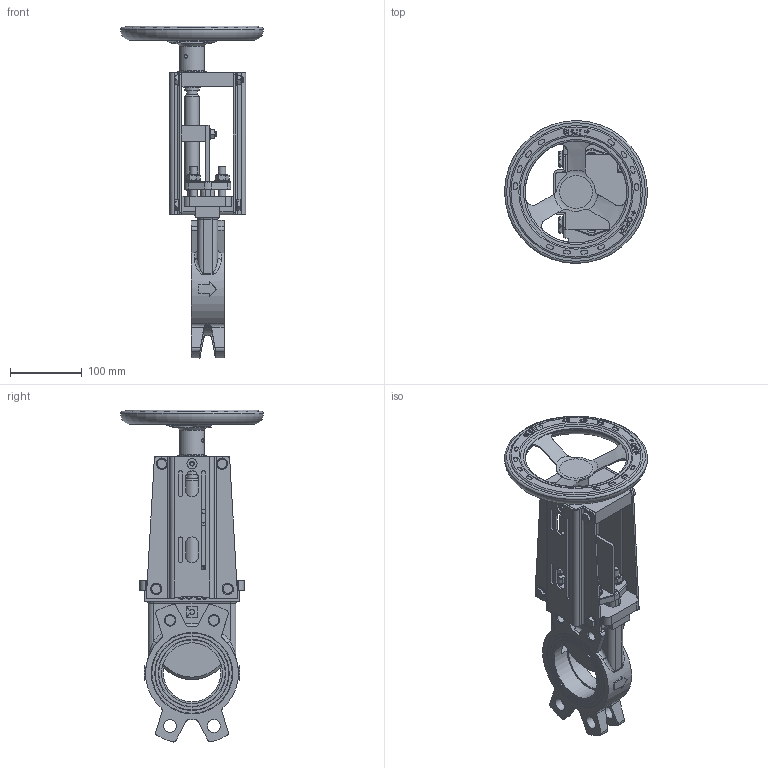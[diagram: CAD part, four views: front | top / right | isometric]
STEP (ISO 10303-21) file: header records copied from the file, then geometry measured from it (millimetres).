
FILE_DESCRIPTION(/* description */ ('Stoffschieber, DN80, GG-25, weichdichtend, Handrad'),/* implementation_level */ '2;1');
FILE_NAME(/* name */ 'WGM16N-DN80_105801.step',/* time_stamp */ '2025-06-30T10:40:51+02:00',/* author */ (''),/* organization */ (''),/* preprocessor_version */ 'ST-DEVELOPER v20.1',/* originating_system */ 'Autodesk Translation Framework v14.10.0.0',/* authorisation */ '');
FILE_SCHEMA (('AUTOMOTIVE_DESIGN { 1 0 10303 214 3 1 1 }'));
Length unit declared in the file: millimetre
Products named in the file (22): WGE-GG-SOF-080/MW-K; WGS-BO-GG-SOF-080-K; SCH0162-04-01-B; WGS-ST-MW-080; WGS-SN-080; WGS-KN-xxx-080; WGS-GL-GG-080; WGS-PL-MW-CS-080; SCH0250-02-01-B; WGS-BR-CS-B-080; WGS-BR-CS-F-080; BRA-400x155x15; WGS-MW-200; DIN 931-1 - M8 x 50; DIN 128 - A8; DIN 835 - M10 x 40; DIN 125-1 - B 10.5; DIN 934 - M10; DIN 934 - M8; DIN 931-1 - M8 x 90; DIN 933 - M8  x 14; DIN 125-1 - B 8.4
Assembly tree (46 placements, depth 2):
  WGE-GG-SOF-080/MW-K
    WGS-BO-GG-SOF-080-K
    SCH0162-04-01-B
    WGS-ST-MW-080
    WGS-SN-080
    WGS-KN-xxx-080
    DIN 931-1 - M8 x 50  x2
    DIN 934 - M8  x4
    DIN 128 - A8  x2
    WGS-GL-GG-080
    WGS-PL-MW-CS-080
    SCH0250-02-01-B
    DIN 835 - M10 x 40  x4
    DIN 125-1 - B 10.5  x4
    DIN 934 - M10  x4
    WGS-BR-CS-B-080
    WGS-BR-CS-F-080
    DIN 125-1 - B 8.4  x8
    DIN 931-1 - M8 x 90  x2
    DIN 933 - M8  x 14  x4
    BRA-400x155x15
    WGS-MW-200
Bounding box: 200 x 200 x 464.35 mm (x, y, z)
Volume: 1570941.5 mm3; surface area: 475566.1 mm2
Topology: 46 solids, 46 shells, 1400 faces, 3430 edges, 2205 vertices
Faces by surface type: plane 655, cylinder 370, bspline 160, cone 158, torus 53, sphere 4
Full cylindrical faces by diameter (mm): 4.917 x1, 6.25 x6, 6.647 x4, 7.323 x4, 8 x8, 8.376 x12, 8.4 x8, 8.5 x6, 10 x4, 10.5 x8, 11.4 x4, 11.6 x6, 13.835 x4, 14 x1, 15 x4, 15.5 x1, 16 x10, 16.2 x2, 18 x4, 20 x6, 25 x2, 35 x1, 40 x1, 80 x1, 85 x1, 93 x2, 94.6 x2, 102.6 x2, 104.2 x2, 112.2 x2
Entity records: 39888 total; most frequent: CARTESIAN_POINT 12035, ORIENTED_EDGE 5808, DIRECTION 5300, EDGE_CURVE 2904, VERTEX_POINT 1885, AXIS2_PLACEMENT_3D 1857, LINE 1586, VECTOR 1586
